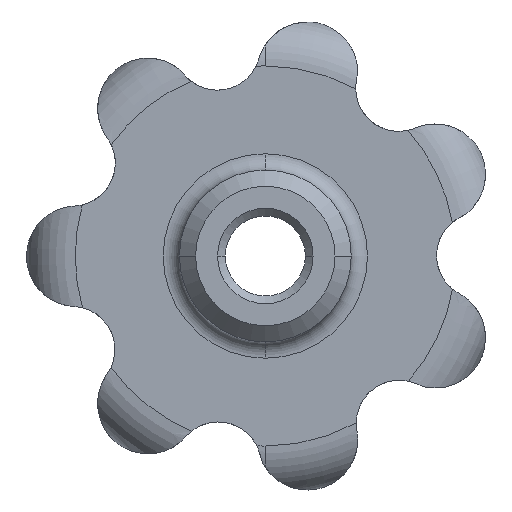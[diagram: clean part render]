
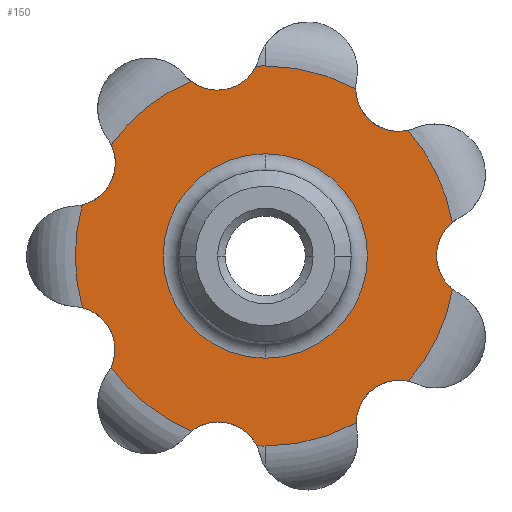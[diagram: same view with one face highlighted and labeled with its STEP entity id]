
A CAD part, front view. The second image highlights one B-rep face of the part: STEP entity #150.
In plain terms, the highlighted planar face has unit normal (0, -1, 0).
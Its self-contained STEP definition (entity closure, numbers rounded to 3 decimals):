
#150 = ADVANCED_FACE( '', ( #305, #306 ), #307, .T. );
#305 = FACE_OUTER_BOUND( '', #461, .T. );
#306 = FACE_BOUND( '', #462, .T. );
#307 = PLANE( '', #463 );
#461 = EDGE_LOOP( '', ( #1096, #1097, #1098, #1099, #1100, #1101, #1102, #1103, #1104, #1105, #1106, #1107, #1108, #1109, #1110, #1111 ) );
#462 = EDGE_LOOP( '', ( #1112, #1113, #1114 ) );
#463 = AXIS2_PLACEMENT_3D( '', #1115, #1116, #1117 );
#1096 = ORIENTED_EDGE( '', *, *, #1224, .T. );
#1097 = ORIENTED_EDGE( '', *, *, #1313, .F. );
#1098 = ORIENTED_EDGE( '', *, *, #1294, .T. );
#1099 = ORIENTED_EDGE( '', *, *, #1308, .F. );
#1100 = ORIENTED_EDGE( '', *, *, #1281, .T. );
#1101 = ORIENTED_EDGE( '', *, *, #1306, .F. );
#1102 = ORIENTED_EDGE( '', *, *, #1157, .F. );
#1103 = ORIENTED_EDGE( '', *, *, #1274, .T. );
#1104 = ORIENTED_EDGE( '', *, *, #1302, .F. );
#1105 = ORIENTED_EDGE( '', *, *, #1261, .T. );
#1106 = ORIENTED_EDGE( '', *, *, #1304, .F. );
#1107 = ORIENTED_EDGE( '', *, *, #1249, .T. );
#1108 = ORIENTED_EDGE( '', *, *, #1145, .F. );
#1109 = ORIENTED_EDGE( '', *, *, #1307, .F. );
#1110 = ORIENTED_EDGE( '', *, *, #1237, .T. );
#1111 = ORIENTED_EDGE( '', *, *, #1310, .F. );
#1112 = ORIENTED_EDGE( '', *, *, #1329, .T. );
#1113 = ORIENTED_EDGE( '', *, *, #1122, .T. );
#1114 = ORIENTED_EDGE( '', *, *, #1330, .T. );
#1115 = CARTESIAN_POINT( '', ( 15.3, 17., 0. ) );
#1116 = DIRECTION( '', ( 0., -1., 0. ) );
#1117 = DIRECTION( '', ( -1., 0., 0. ) );
#1122 = EDGE_CURVE( '', #1332, #1338, #1340, .T. );
#1145 = EDGE_CURVE( '', #1381, #1384, #1385, .T. );
#1157 = EDGE_CURVE( '', #1406, #1396, #1408, .T. );
#1224 = EDGE_CURVE( '', #1524, #1522, #1525, .T. );
#1237 = EDGE_CURVE( '', #1547, #1545, #1548, .T. );
#1249 = EDGE_CURVE( '', #1566, #1384, #1567, .T. );
#1261 = EDGE_CURVE( '', #1587, #1585, #1588, .T. );
#1274 = EDGE_CURVE( '', #1406, #1608, #1610, .T. );
#1281 = EDGE_CURVE( '', #1619, #1617, #1620, .T. );
#1294 = EDGE_CURVE( '', #1642, #1640, #1643, .T. );
#1302 = EDGE_CURVE( '', #1587, #1608, #1655, .T. );
#1304 = EDGE_CURVE( '', #1566, #1585, #1657, .T. );
#1306 = EDGE_CURVE( '', #1396, #1617, #1659, .T. );
#1307 = EDGE_CURVE( '', #1547, #1381, #1660, .T. );
#1308 = EDGE_CURVE( '', #1619, #1640, #1661, .T. );
#1310 = EDGE_CURVE( '', #1524, #1545, #1663, .T. );
#1313 = EDGE_CURVE( '', #1642, #1522, #1666, .T. );
#1329 = EDGE_CURVE( '', #1682, #1332, #1683, .T. );
#1330 = EDGE_CURVE( '', #1338, #1682, #1684, .T. );
#1332 = VERTEX_POINT( '', #1686 );
#1338 = VERTEX_POINT( '', #1692 );
#1340 = CIRCLE( '', #1694, 10.7 );
#1381 = VERTEX_POINT( '', #1815 );
#1384 = VERTEX_POINT( '', #1818 );
#1385 = CIRCLE( '', #1819, 19.9 );
#1396 = VERTEX_POINT( '', #1870 );
#1406 = VERTEX_POINT( '', #1917 );
#1408 = CIRCLE( '', #1922, 19.9 );
#1522 = VERTEX_POINT( '', #2345 );
#1524 = VERTEX_POINT( '', #2350 );
#1525 = CIRCLE( '', #2351, 4.5 );
#1545 = VERTEX_POINT( '', #2446 );
#1547 = VERTEX_POINT( '', #2453 );
#1548 = CIRCLE( '', #2454, 4.5 );
#1566 = VERTEX_POINT( '', #2549 );
#1567 = CIRCLE( '', #2550, 4.5 );
#1585 = VERTEX_POINT( '', #2642 );
#1587 = VERTEX_POINT( '', #2647 );
#1588 = CIRCLE( '', #2648, 4.5 );
#1608 = VERTEX_POINT( '', #2739 );
#1610 = CIRCLE( '', #2746, 4.5 );
#1617 = VERTEX_POINT( '', #2780 );
#1619 = VERTEX_POINT( '', #2785 );
#1620 = CIRCLE( '', #2786, 4.5 );
#1640 = VERTEX_POINT( '', #2881 );
#1642 = VERTEX_POINT( '', #2886 );
#1643 = CIRCLE( '', #2887, 4.5 );
#1655 = CIRCLE( '', #2940, 19.9 );
#1657 = CIRCLE( '', #2942, 19.9 );
#1659 = CIRCLE( '', #2944, 19.9 );
#1660 = CIRCLE( '', #2945, 19.9 );
#1661 = CIRCLE( '', #2946, 19.9 );
#1663 = CIRCLE( '', #2948, 19.9 );
#1666 = CIRCLE( '', #2951, 19.9 );
#1682 = VERTEX_POINT( '', #2967 );
#1683 = CIRCLE( '', #2968, 10.7 );
#1684 = CIRCLE( '', #2969, 10.7 );
#1686 = CARTESIAN_POINT( '', ( 0., 17., -10.7 ) );
#1692 = CARTESIAN_POINT( '', ( 0., 17., 10.7 ) );
#1694 = AXIS2_PLACEMENT_3D( '', #2982, #2983, #2984 );
#1815 = CARTESIAN_POINT( '', ( 0., 17., 19.9 ) );
#1818 = CARTESIAN_POINT( '', ( 9.462, 17., 17.507 ) );
#1819 = AXIS2_PLACEMENT_3D( '', #3019, #3020, #3021 );
#1870 = CARTESIAN_POINT( '', ( 0., 17., -19.9 ) );
#1917 = CARTESIAN_POINT( '', ( 9.523, 17., -17.473 ) );
#1922 = AXIS2_PLACEMENT_3D( '', #3031, #3032, #3033 );
#2345 = CARTESIAN_POINT( '', ( -19.168, 17., 5.348 ) );
#2350 = CARTESIAN_POINT( '', ( -16.138, 17., 11.643 ) );
#2351 = AXIS2_PLACEMENT_3D( '', #3093, #3094, #3095 );
#2446 = CARTESIAN_POINT( '', ( -7.779, 17., 18.317 ) );
#2453 = CARTESIAN_POINT( '', ( -0.969, 17., 19.876 ) );
#2454 = AXIS2_PLACEMENT_3D( '', #3099, #3100, #3101 );
#2549 = CARTESIAN_POINT( '', ( 14.929, 17., 13.158 ) );
#2550 = AXIS2_PLACEMENT_3D( '', #3105, #3106, #3107 );
#2642 = CARTESIAN_POINT( '', ( 19.585, 17., 3.527 ) );
#2647 = CARTESIAN_POINT( '', ( 19.597, 17., -3.459 ) );
#2648 = AXIS2_PLACEMENT_3D( '', #3111, #3112, #3113 );
#2739 = CARTESIAN_POINT( '', ( 14.975, 17., -13.105 ) );
#2746 = AXIS2_PLACEMENT_3D( '', #3117, #3118, #3119 );
#2780 = CARTESIAN_POINT( '', ( -0.899, 17., -19.88 ) );
#2785 = CARTESIAN_POINT( '', ( -7.715, 17., -18.344 ) );
#2786 = AXIS2_PLACEMENT_3D( '', #3123, #3124, #3125 );
#2881 = CARTESIAN_POINT( '', ( -16.145, 17., -11.634 ) );
#2886 = CARTESIAN_POINT( '', ( -19.146, 17., -5.427 ) );
#2887 = AXIS2_PLACEMENT_3D( '', #3129, #3130, #3131 );
#2940 = AXIS2_PLACEMENT_3D( '', #3133, #3134, #3135 );
#2942 = AXIS2_PLACEMENT_3D( '', #3139, #3140, #3141 );
#2944 = AXIS2_PLACEMENT_3D( '', #3145, #3146, #3147 );
#2945 = AXIS2_PLACEMENT_3D( '', #3148, #3149, #3150 );
#2946 = AXIS2_PLACEMENT_3D( '', #3151, #3152, #3153 );
#2948 = AXIS2_PLACEMENT_3D( '', #3157, #3158, #3159 );
#2951 = AXIS2_PLACEMENT_3D( '', #3166, #3167, #3168 );
#2967 = CARTESIAN_POINT( '', ( 10.7, 17., 0. ) );
#2968 = AXIS2_PLACEMENT_3D( '', #3214, #3215, #3216 );
#2969 = AXIS2_PLACEMENT_3D( '', #3217, #3218, #3219 );
#2982 = CARTESIAN_POINT( '', ( 0., 17., 0. ) );
#2983 = DIRECTION( '', ( 0., 1., 0. ) );
#2984 = DIRECTION( '', ( 1., 0., 0. ) );
#3019 = CARTESIAN_POINT( '', ( 0., 17., 0. ) );
#3020 = DIRECTION( '', ( 0., 1., 0. ) );
#3021 = DIRECTION( '', ( 1., 0., 0. ) );
#3031 = CARTESIAN_POINT( '', ( 0., 17., 0. ) );
#3032 = DIRECTION( '', ( 0., 1., 0. ) );
#3033 = DIRECTION( '', ( 1., 0., 0. ) );
#3093 = CARTESIAN_POINT( '', ( -20.209, 17., 9.726 ) );
#3094 = DIRECTION( '', ( 0., 1., 0. ) );
#3095 = DIRECTION( '', ( 0.103, 0., -0.995 ) );
#3099 = CARTESIAN_POINT( '', ( -5.007, 17., 21.862 ) );
#3100 = DIRECTION( '', ( 0., 1., 0. ) );
#3101 = DIRECTION( '', ( -0.713, 0., -0.701 ) );
#3105 = CARTESIAN_POINT( '', ( 13.962, 17., 17.552 ) );
#3106 = DIRECTION( '', ( 0., 1., 0. ) );
#3107 = DIRECTION( '', ( -0.993, 0., 0.12 ) );
#3111 = CARTESIAN_POINT( '', ( 22.428, 17., 0.039 ) );
#3112 = DIRECTION( '', ( 0., 1., 0. ) );
#3113 = DIRECTION( '', ( -0.525, 0., 0.851 ) );
#3117 = CARTESIAN_POINT( '', ( 14.023, 17., -17.503 ) );
#3118 = DIRECTION( '', ( 0., 1., 0. ) );
#3119 = DIRECTION( '', ( 0.337, 0., 0.941 ) );
#3123 = CARTESIAN_POINT( '', ( -4.931, 17., -21.879 ) );
#3124 = DIRECTION( '', ( 0., 1., 0. ) );
#3125 = DIRECTION( '', ( 0.946, 0., 0.324 ) );
#3129 = CARTESIAN_POINT( '', ( -20.25, 17., -9.789 ) );
#3130 = DIRECTION( '', ( 0., 1., 0. ) );
#3131 = DIRECTION( '', ( 0.839, 0., -0.544 ) );
#3133 = CARTESIAN_POINT( '', ( 0., 17., 0. ) );
#3134 = DIRECTION( '', ( 0., 1., 0. ) );
#3135 = DIRECTION( '', ( 1., 0., 0. ) );
#3139 = CARTESIAN_POINT( '', ( 0., 17., 0. ) );
#3140 = DIRECTION( '', ( 0., 1., 0. ) );
#3141 = DIRECTION( '', ( 1., 0., 0. ) );
#3145 = CARTESIAN_POINT( '', ( 0., 17., 0. ) );
#3146 = DIRECTION( '', ( 0., 1., 0. ) );
#3147 = DIRECTION( '', ( 1., 0., 0. ) );
#3148 = CARTESIAN_POINT( '', ( 0., 17., 0. ) );
#3149 = DIRECTION( '', ( 0., 1., 0. ) );
#3150 = DIRECTION( '', ( 1., 0., 0. ) );
#3151 = CARTESIAN_POINT( '', ( 0., 17., 0. ) );
#3152 = DIRECTION( '', ( 0., 1., 0. ) );
#3153 = DIRECTION( '', ( 1., 0., 0. ) );
#3157 = CARTESIAN_POINT( '', ( 0., 17., 0. ) );
#3158 = DIRECTION( '', ( 0., 1., 0. ) );
#3159 = DIRECTION( '', ( 1., 0., 0. ) );
#3166 = CARTESIAN_POINT( '', ( 0., 17., 0. ) );
#3167 = DIRECTION( '', ( 0., 1., 0. ) );
#3168 = DIRECTION( '', ( 1., 0., 0. ) );
#3214 = CARTESIAN_POINT( '', ( 0., 17., 0. ) );
#3215 = DIRECTION( '', ( 0., 1., 0. ) );
#3216 = DIRECTION( '', ( 1., 0., 0. ) );
#3217 = CARTESIAN_POINT( '', ( 0., 17., 0. ) );
#3218 = DIRECTION( '', ( 0., 1., 0. ) );
#3219 = DIRECTION( '', ( 1., 0., 0. ) );
